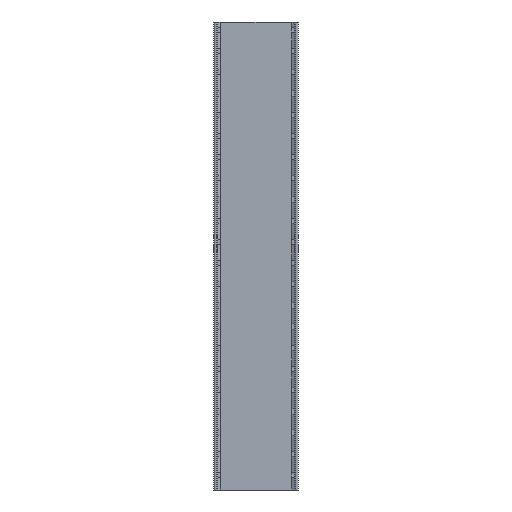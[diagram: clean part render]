
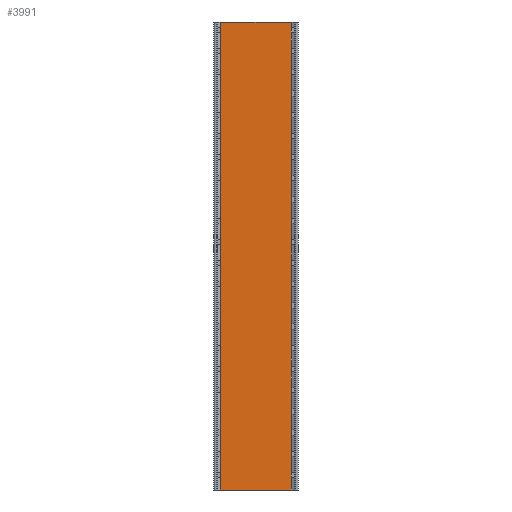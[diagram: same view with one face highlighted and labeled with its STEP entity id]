
A CAD part, front view. The second image highlights one B-rep face of the part: STEP entity #3991.
In plain terms, the highlighted planar face has unit normal (0, -1, 0).
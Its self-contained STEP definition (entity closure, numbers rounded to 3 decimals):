
#764 = DIRECTION ( 'NONE',  ( 0., 0., -1. ) ) ;
#935 = CARTESIAN_POINT ( 'NONE',  ( 20., 0., 500. ) ) ;
#1137 = DIRECTION ( 'NONE',  ( 1., 0., 0. ) ) ;
#1707 = VERTEX_POINT ( 'NONE', #14224 ) ;
#1847 = VECTOR ( 'NONE', #1137, 1000. ) ;
#2409 = CARTESIAN_POINT ( 'NONE',  ( -20., 0., -235. ) ) ;
#2504 = EDGE_CURVE ( 'NONE', #5123, #1707, #13000, .T. ) ;
#2606 = DIRECTION ( 'NONE',  ( 1., 0., 0. ) ) ;
#2819 = DIRECTION ( 'NONE',  ( 0., 1., 0. ) ) ;
#2897 = CARTESIAN_POINT ( 'NONE',  ( -20., 0., -500. ) ) ;
#3991 = ADVANCED_FACE ( 'NONE', ( #4287 ), #10259, .F. ) ;
#4160 = EDGE_CURVE ( 'NONE', #5123, #18965, #14547, .T. ) ;
#4287 = FACE_OUTER_BOUND ( 'NONE', #8711, .T. ) ;
#4365 = LINE ( 'NONE', #2897, #1847 ) ;
#5123 = VERTEX_POINT ( 'NONE', #11852 ) ;
#5150 = DIRECTION ( 'NONE',  ( 0., 0., -1. ) ) ;
#5155 = DIRECTION ( 'NONE',  ( 0., 0., 1. ) ) ;
#5823 = ORIENTED_EDGE ( 'NONE', *, *, #17397, .T. ) ;
#6527 = LINE ( 'NONE', #935, #7942 ) ;
#7942 = VECTOR ( 'NONE', #5150, 1000. ) ;
#8711 = EDGE_LOOP ( 'NONE', ( #13429, #17318, #5823, #18992 ) ) ;
#10259 = PLANE ( 'NONE',  #12634 ) ;
#11852 = CARTESIAN_POINT ( 'NONE',  ( -20., 0., -235. ) ) ;
#11931 = VERTEX_POINT ( 'NONE', #14587 ) ;
#12048 = VECTOR ( 'NONE', #764, 1000. ) ;
#12634 = AXIS2_PLACEMENT_3D ( 'NONE', #16236, #2819, #5155 ) ;
#13000 = LINE ( 'NONE', #15938, #12048 ) ;
#13429 = ORIENTED_EDGE ( 'NONE', *, *, #4160, .F. ) ;
#14224 = CARTESIAN_POINT ( 'NONE',  ( -20., 0., -500. ) ) ;
#14338 = CARTESIAN_POINT ( 'NONE',  ( 20., 0., -235. ) ) ;
#14547 = LINE ( 'NONE', #2409, #19204 ) ;
#14587 = CARTESIAN_POINT ( 'NONE',  ( 20., 0., -500. ) ) ;
#14789 = EDGE_CURVE ( 'NONE', #18965, #11931, #6527, .T. ) ;
#15938 = CARTESIAN_POINT ( 'NONE',  ( -20., 0., 500. ) ) ;
#16236 = CARTESIAN_POINT ( 'NONE',  ( -20., 0., 500. ) ) ;
#17318 = ORIENTED_EDGE ( 'NONE', *, *, #2504, .T. ) ;
#17397 = EDGE_CURVE ( 'NONE', #1707, #11931, #4365, .T. ) ;
#18965 = VERTEX_POINT ( 'NONE', #14338 ) ;
#18992 = ORIENTED_EDGE ( 'NONE', *, *, #14789, .F. ) ;
#19204 = VECTOR ( 'NONE', #2606, 1000. ) ;
